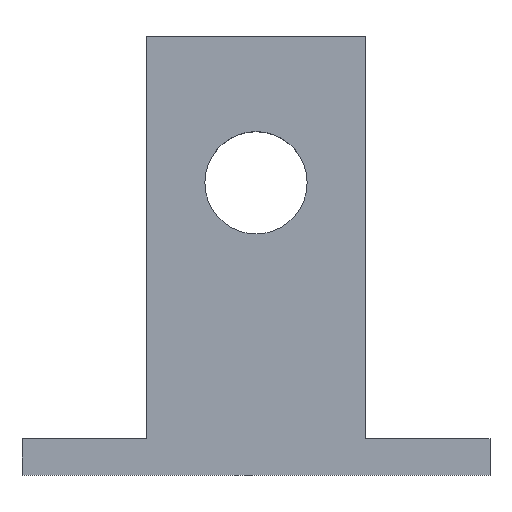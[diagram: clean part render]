
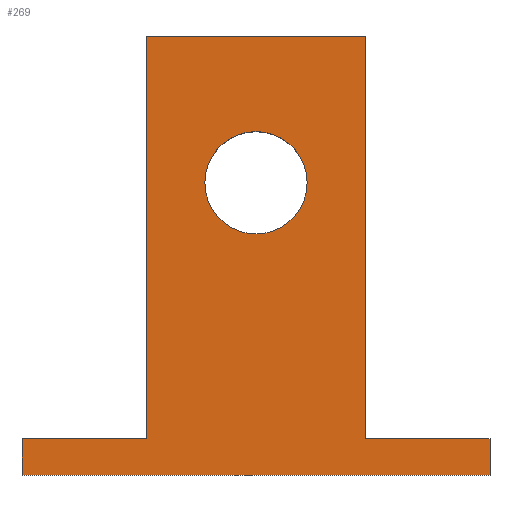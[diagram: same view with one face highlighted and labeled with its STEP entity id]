
A CAD part, top view. The second image highlights one B-rep face of the part: STEP entity #269.
In plain terms, the highlighted planar face has unit normal (0, 0, 1).
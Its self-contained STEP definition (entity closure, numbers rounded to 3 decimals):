
#8 = CARTESIAN_POINT ( 'NONE',  ( 7., 40., 8. ) ) ;
#11 = CARTESIAN_POINT ( 'NONE',  ( -32., 5., 8. ) ) ;
#15 = DIRECTION ( 'NONE',  ( -1., 0., 0. ) ) ;
#26 = EDGE_CURVE ( 'NONE', #276, #102, #382, .T. ) ;
#27 = ORIENTED_EDGE ( 'NONE', *, *, #314, .F. ) ;
#31 = VECTOR ( 'NONE', #374, 1000. ) ;
#32 = AXIS2_PLACEMENT_3D ( 'NONE', #303, #180, #272 ) ;
#41 = CARTESIAN_POINT ( 'NONE',  ( 15., 60., 8. ) ) ;
#42 = CARTESIAN_POINT ( 'NONE',  ( -32., 0., 8. ) ) ;
#43 = CARTESIAN_POINT ( 'NONE',  ( -15., 60., 8. ) ) ;
#48 = CARTESIAN_POINT ( 'NONE',  ( -15., 60., 8. ) ) ;
#56 = VECTOR ( 'NONE', #101, 1000. ) ;
#58 = EDGE_LOOP ( 'NONE', ( #354, #157, #119, #197, #27, #247, #175, #285 ) ) ;
#60 = CARTESIAN_POINT ( 'NONE',  ( 32., 5., 8. ) ) ;
#62 = DIRECTION ( 'NONE',  ( 1., 0., 0. ) ) ;
#63 = VECTOR ( 'NONE', #177, 1000. ) ;
#67 = CARTESIAN_POINT ( 'NONE',  ( -7., 40., 8. ) ) ;
#73 = LINE ( 'NONE', #246, #31 ) ;
#79 = VERTEX_POINT ( 'NONE', #60 ) ;
#83 = VECTOR ( 'NONE', #263, 1000. ) ;
#85 = VECTOR ( 'NONE', #296, 1000. ) ;
#90 = EDGE_LOOP ( 'NONE', ( #91, #245 ) ) ;
#91 = ORIENTED_EDGE ( 'NONE', *, *, #26, .F. ) ;
#99 = CARTESIAN_POINT ( 'NONE',  ( 15., 60., 8. ) ) ;
#101 = DIRECTION ( 'NONE',  ( 1., 0., 0. ) ) ;
#102 = VERTEX_POINT ( 'NONE', #67 ) ;
#105 = DIRECTION ( 'NONE',  ( 1., 0., 0. ) ) ;
#119 = ORIENTED_EDGE ( 'NONE', *, *, #156, .F. ) ;
#132 = CARTESIAN_POINT ( 'NONE',  ( -32., 0., 8. ) ) ;
#133 = EDGE_CURVE ( 'NONE', #205, #173, #236, .T. ) ;
#145 = EDGE_CURVE ( 'NONE', #387, #400, #73, .T. ) ;
#156 = EDGE_CURVE ( 'NONE', #173, #79, #332, .T. ) ;
#157 = ORIENTED_EDGE ( 'NONE', *, *, #287, .F. ) ;
#168 = DIRECTION ( 'NONE',  ( 1., 0., 0. ) ) ;
#169 = CARTESIAN_POINT ( 'NONE',  ( -32., 5., 8. ) ) ;
#173 = VERTEX_POINT ( 'NONE', #242 ) ;
#174 = LINE ( 'NONE', #196, #63 ) ;
#175 = ORIENTED_EDGE ( 'NONE', *, *, #208, .F. ) ;
#177 = DIRECTION ( 'NONE',  ( 0., -1., 0. ) ) ;
#180 = DIRECTION ( 'NONE',  ( 0., 0., 1. ) ) ;
#182 = CIRCLE ( 'NONE', #32, 7. ) ;
#196 = CARTESIAN_POINT ( 'NONE',  ( -32., 5., 8. ) ) ;
#197 = ORIENTED_EDGE ( 'NONE', *, *, #133, .F. ) ;
#202 = CARTESIAN_POINT ( 'NONE',  ( -32., 5., 8. ) ) ;
#203 = VECTOR ( 'NONE', #105, 1000. ) ;
#205 = VERTEX_POINT ( 'NONE', #99 ) ;
#208 = EDGE_CURVE ( 'NONE', #281, #400, #251, .T. ) ;
#209 = VECTOR ( 'NONE', #338, 1000. ) ;
#212 = LINE ( 'NONE', #232, #83 ) ;
#232 = CARTESIAN_POINT ( 'NONE',  ( 32., 5., 8. ) ) ;
#236 = LINE ( 'NONE', #41, #85 ) ;
#242 = CARTESIAN_POINT ( 'NONE',  ( 15., 5., 8. ) ) ;
#245 = ORIENTED_EDGE ( 'NONE', *, *, #326, .F. ) ;
#246 = CARTESIAN_POINT ( 'NONE',  ( -15., 60., 8. ) ) ;
#247 = ORIENTED_EDGE ( 'NONE', *, *, #145, .T. ) ;
#251 = LINE ( 'NONE', #169, #203 ) ;
#256 = EDGE_CURVE ( 'NONE', #281, #289, #174, .T. ) ;
#263 = DIRECTION ( 'NONE',  ( 0., -1., 0. ) ) ;
#269 = ADVANCED_FACE ( 'NONE', ( #286, #305 ), #364, .F. ) ;
#270 = DIRECTION ( 'NONE',  ( 0., 0., -1. ) ) ;
#272 = DIRECTION ( 'NONE',  ( 1., 0., 0. ) ) ;
#276 = VERTEX_POINT ( 'NONE', #8 ) ;
#277 = AXIS2_PLACEMENT_3D ( 'NONE', #202, #270, #15 ) ;
#281 = VERTEX_POINT ( 'NONE', #11 ) ;
#283 = EDGE_CURVE ( 'NONE', #289, #361, #288, .T. ) ;
#285 = ORIENTED_EDGE ( 'NONE', *, *, #256, .T. ) ;
#286 = FACE_BOUND ( 'NONE', #90, .T. ) ;
#287 = EDGE_CURVE ( 'NONE', #79, #361, #212, .T. ) ;
#288 = LINE ( 'NONE', #42, #56 ) ;
#289 = VERTEX_POINT ( 'NONE', #132 ) ;
#292 = CARTESIAN_POINT ( 'NONE',  ( 0., 40., 8. ) ) ;
#296 = DIRECTION ( 'NONE',  ( 0., -1., 0. ) ) ;
#302 = CARTESIAN_POINT ( 'NONE',  ( -15., 5., 8. ) ) ;
#303 = CARTESIAN_POINT ( 'NONE',  ( 0., 40., 8. ) ) ;
#305 = FACE_OUTER_BOUND ( 'NONE', #58, .T. ) ;
#312 = LINE ( 'NONE', #43, #209 ) ;
#314 = EDGE_CURVE ( 'NONE', #387, #205, #312, .T. ) ;
#326 = EDGE_CURVE ( 'NONE', #102, #276, #182, .T. ) ;
#332 = LINE ( 'NONE', #365, #403 ) ;
#338 = DIRECTION ( 'NONE',  ( 1., 0., 0. ) ) ;
#354 = ORIENTED_EDGE ( 'NONE', *, *, #283, .T. ) ;
#361 = VERTEX_POINT ( 'NONE', #395 ) ;
#364 = PLANE ( 'NONE',  #277 ) ;
#365 = CARTESIAN_POINT ( 'NONE',  ( -32., 5., 8. ) ) ;
#374 = DIRECTION ( 'NONE',  ( 0., -1., 0. ) ) ;
#382 = CIRCLE ( 'NONE', #389, 7. ) ;
#386 = DIRECTION ( 'NONE',  ( 0., 0., 1. ) ) ;
#387 = VERTEX_POINT ( 'NONE', #48 ) ;
#389 = AXIS2_PLACEMENT_3D ( 'NONE', #292, #386, #62 ) ;
#395 = CARTESIAN_POINT ( 'NONE',  ( 32., 0., 8. ) ) ;
#400 = VERTEX_POINT ( 'NONE', #302 ) ;
#403 = VECTOR ( 'NONE', #168, 1000. ) ;
